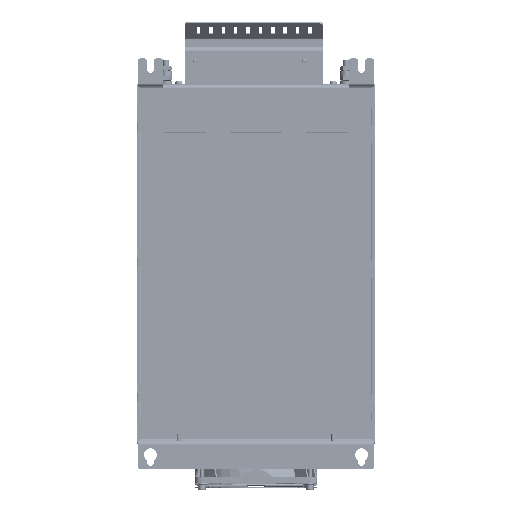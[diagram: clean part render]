
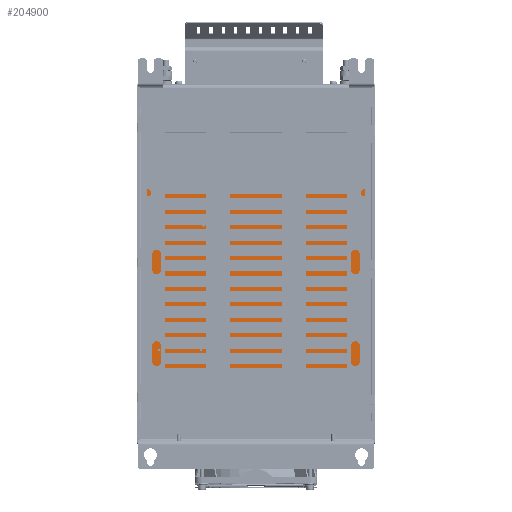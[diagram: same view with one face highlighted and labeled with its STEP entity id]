
A CAD part, top view. The second image highlights one B-rep face of the part: STEP entity #204900.
In plain terms, the highlighted planar face has unit normal (0, 0, 1).
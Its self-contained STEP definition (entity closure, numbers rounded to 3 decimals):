
#6399=FACE_BOUND('',#33722,.T.);
#6400=FACE_BOUND('',#33723,.T.);
#6401=FACE_BOUND('',#33724,.T.);
#6402=FACE_BOUND('',#33725,.T.);
#12525=PLANE('',#218254);
#22418=FACE_OUTER_BOUND('',#33721,.T.);
#33721=EDGE_LOOP('',(#178164,#178165,#178166,#178167));
#33722=EDGE_LOOP('',(#178168));
#33723=EDGE_LOOP('',(#178169));
#33724=EDGE_LOOP('',(#178170));
#33725=EDGE_LOOP('',(#178171));
#53132=LINE('',#371142,#73105);
#53133=LINE('',#371144,#73106);
#53134=LINE('',#371146,#73107);
#53135=LINE('',#371147,#73108);
#73105=VECTOR('',#262269,10.);
#73106=VECTOR('',#262270,10.);
#73107=VECTOR('',#262271,10.);
#73108=VECTOR('',#262272,10.);
#79392=CIRCLE('',#218255,1.23);
#79393=CIRCLE('',#218256,1.23);
#79394=CIRCLE('',#218257,1.23);
#79395=CIRCLE('',#218258,1.23);
#97131=VERTEX_POINT('',#371140);
#97132=VERTEX_POINT('',#371141);
#97133=VERTEX_POINT('',#371143);
#97134=VERTEX_POINT('',#371145);
#97135=VERTEX_POINT('',#371148);
#97136=VERTEX_POINT('',#371150);
#97137=VERTEX_POINT('',#371152);
#97138=VERTEX_POINT('',#371154);
#124622=EDGE_CURVE('',#97131,#97132,#53132,.T.);
#124623=EDGE_CURVE('',#97131,#97133,#53133,.T.);
#124624=EDGE_CURVE('',#97134,#97133,#53134,.T.);
#124625=EDGE_CURVE('',#97134,#97132,#53135,.T.);
#124626=EDGE_CURVE('',#97135,#97135,#79392,.T.);
#124627=EDGE_CURVE('',#97136,#97136,#79393,.T.);
#124628=EDGE_CURVE('',#97137,#97137,#79394,.T.);
#124629=EDGE_CURVE('',#97138,#97138,#79395,.T.);
#178164=ORIENTED_EDGE('',*,*,#124622,.F.);
#178165=ORIENTED_EDGE('',*,*,#124623,.T.);
#178166=ORIENTED_EDGE('',*,*,#124624,.F.);
#178167=ORIENTED_EDGE('',*,*,#124625,.T.);
#178168=ORIENTED_EDGE('',*,*,#124626,.T.);
#178169=ORIENTED_EDGE('',*,*,#124627,.T.);
#178170=ORIENTED_EDGE('',*,*,#124628,.T.);
#178171=ORIENTED_EDGE('',*,*,#124629,.T.);
#204900=ADVANCED_FACE('',(#22418,#6399,#6400,#6401,#6402),#12525,.F.);
#218254=AXIS2_PLACEMENT_3D('',#371139,#262267,#262268);
#218255=AXIS2_PLACEMENT_3D('',#371149,#262273,#262274);
#218256=AXIS2_PLACEMENT_3D('',#371151,#262275,#262276);
#218257=AXIS2_PLACEMENT_3D('',#371153,#262277,#262278);
#218258=AXIS2_PLACEMENT_3D('',#371155,#262279,#262280);
#262267=DIRECTION('center_axis',(0.,0.,
-1.));
#262268=DIRECTION('ref_axis',(0.,1.,0.));
#262269=DIRECTION('',(0.,1.,0.));
#262270=DIRECTION('',(1.,0.,0.));
#262271=DIRECTION('',(0.,-1.,0.));
#262272=DIRECTION('',(-1.,0.,0.));
#262273=DIRECTION('center_axis',(0.,0.,
-1.));
#262274=DIRECTION('ref_axis',(0.,1.,0.));
#262275=DIRECTION('center_axis',(0.,0.,
-1.));
#262276=DIRECTION('ref_axis',(0.,1.,0.));
#262277=DIRECTION('center_axis',(0.,0.,
-1.));
#262278=DIRECTION('ref_axis',(0.,1.,0.));
#262279=DIRECTION('center_axis',(0.,0.,
-1.));
#262280=DIRECTION('ref_axis',(0.,1.,0.));
#371139=CARTESIAN_POINT('Origin',(-81.241,-565.726,112.553));
#371140=CARTESIAN_POINT('',(-187.241,-658.226,112.553));
#371141=CARTESIAN_POINT('',(-187.241,-476.226,112.553));
#371142=CARTESIAN_POINT('',(-187.241,-700.726,112.553));
#371143=CARTESIAN_POINT('',(24.759,-658.226,112.553));
#371144=CARTESIAN_POINT('',(-196.241,-658.226,112.553));
#371145=CARTESIAN_POINT('',(24.759,-476.226,112.553));
#371146=CARTESIAN_POINT('',(24.759,-400.726,112.553));
#371147=CARTESIAN_POINT('',(-23.741,-476.226,112.553));
#371148=CARTESIAN_POINT('',(-172.761,-514.611,112.553));
#371149=CARTESIAN_POINT('Origin',(-172.761,-513.381,112.553));
#371150=CARTESIAN_POINT('',(-175.301,-635.241,112.553));
#371151=CARTESIAN_POINT('Origin',(-175.301,-634.011,112.553));
#371152=CARTESIAN_POINT('',(-134.661,-635.241,112.553));
#371153=CARTESIAN_POINT('Origin',(-134.661,-634.011,112.553));
#371154=CARTESIAN_POINT('',(-132.121,-514.611,112.553));
#371155=CARTESIAN_POINT('Origin',(-132.121,-513.381,112.553));
